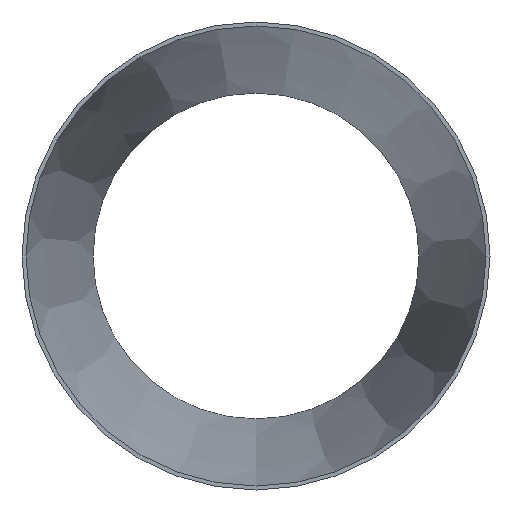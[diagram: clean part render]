
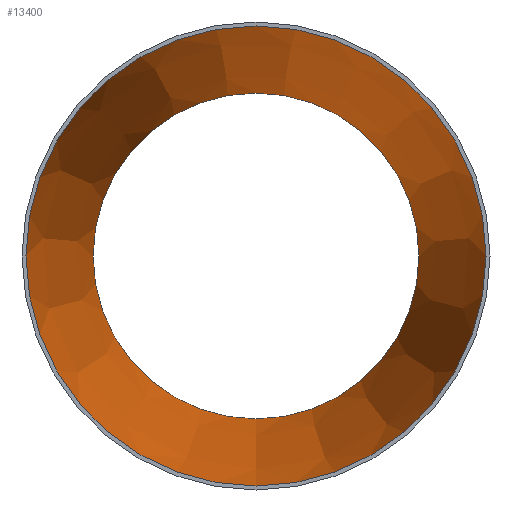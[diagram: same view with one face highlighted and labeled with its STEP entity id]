
A CAD part, front view. The second image highlights one B-rep face of the part: STEP entity #13400.
In plain terms, the highlighted conical face has half-angle 8.785 degrees and reference radius 174.964 mm.
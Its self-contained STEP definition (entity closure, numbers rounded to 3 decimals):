
#501 = VERTEX_POINT ( 'NONE', #39862 ) ;
#3510 = CARTESIAN_POINT ( 'NONE',  ( 0., 0., -174.964 ) ) ;
#8894 = EDGE_LOOP ( 'NONE', ( #38931 ) ) ;
#10309 = DIRECTION ( 'NONE',  ( 0., 0., -1. ) ) ;
#10656 = FACE_OUTER_BOUND ( 'NONE', #18895, .T. ) ;
#11600 = AXIS2_PLACEMENT_3D ( 'NONE', #19806, #39860, #20232 ) ;
#13400 = ADVANCED_FACE ( 'NONE', ( #17082, #10656 ), #18150, .F. ) ;
#13525 = DIRECTION ( 'NONE',  ( 0., -1., 0. ) ) ;
#16234 = EDGE_CURVE ( 'NONE', #39647, #39647, #21340, .T. ) ;
#17082 = FACE_BOUND ( 'NONE', #8894, .T. ) ;
#18150 = CONICAL_SURFACE ( 'NONE', #35339, 174.964, 0.153 ) ;
#18895 = EDGE_LOOP ( 'NONE', ( #24035 ) ) ;
#19806 = CARTESIAN_POINT ( 'NONE',  ( 0., 330., 0. ) ) ;
#20232 = DIRECTION ( 'NONE',  ( 0., 0., -1. ) ) ;
#20575 = CARTESIAN_POINT ( 'NONE',  ( 0., 0., 0. ) ) ;
#21340 = CIRCLE ( 'NONE', #37190, 174.964 ) ;
#22550 = EDGE_CURVE ( 'NONE', #501, #501, #23940, .T. ) ;
#23940 = CIRCLE ( 'NONE', #11600, 123.964 ) ;
#23971 = CARTESIAN_POINT ( 'NONE',  ( 0., 0., 0. ) ) ;
#24035 = ORIENTED_EDGE ( 'NONE', *, *, #16234, .T. ) ;
#33890 = DIRECTION ( 'NONE',  ( 0., -1., 0. ) ) ;
#35339 = AXIS2_PLACEMENT_3D ( 'NONE', #23971, #33890, #37120 ) ;
#37120 = DIRECTION ( 'NONE',  ( 0., 0., -1. ) ) ;
#37190 = AXIS2_PLACEMENT_3D ( 'NONE', #20575, #13525, #10309 ) ;
#38931 = ORIENTED_EDGE ( 'NONE', *, *, #22550, .F. ) ;
#39647 = VERTEX_POINT ( 'NONE', #3510 ) ;
#39860 = DIRECTION ( 'NONE',  ( 0., -1., 0. ) ) ;
#39862 = CARTESIAN_POINT ( 'NONE',  ( 0., 330., -123.964 ) ) ;
